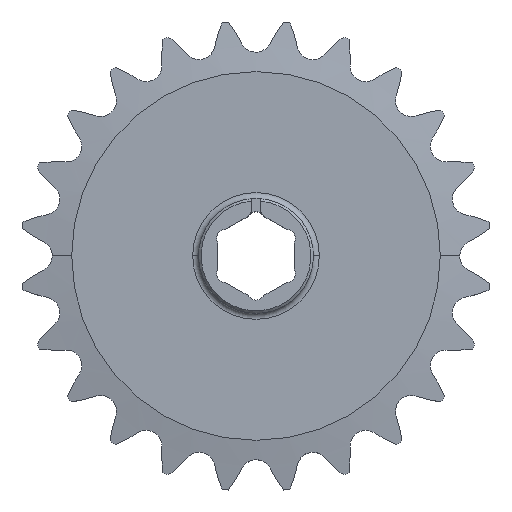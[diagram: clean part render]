
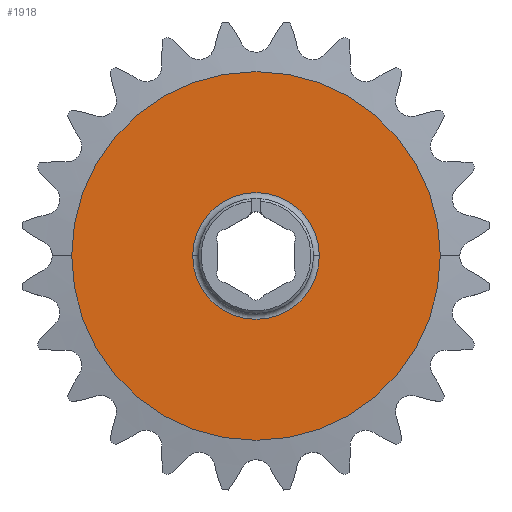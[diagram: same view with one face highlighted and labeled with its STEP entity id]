
A CAD part, top view. The second image highlights one B-rep face of the part: STEP entity #1918.
In plain terms, the highlighted planar face has unit normal (0, 0, 1).
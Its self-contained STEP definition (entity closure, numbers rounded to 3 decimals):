
#1 = EDGE_LOOP ( 'NONE', ( #4859, #3514 ) ) ;
#7 = DIRECTION ( 'NONE',  ( 0., 0., 1. ) ) ;
#16 = FACE_OUTER_BOUND ( 'NONE', #1, .T. ) ;
#124 = EDGE_LOOP ( 'NONE', ( #1714, #3720 ) ) ;
#435 = AXIS2_PLACEMENT_3D ( 'NONE', #3899, #2960, #4908 ) ;
#504 = DIRECTION ( 'NONE',  ( 0., 0., 1. ) ) ;
#863 = DIRECTION ( 'NONE',  ( 1., 0., 0. ) ) ;
#1452 = EDGE_CURVE ( 'NONE', #4797, #1542, #1707, .T. ) ;
#1478 = DIRECTION ( 'NONE',  ( 0., 0., 1. ) ) ;
#1542 = VERTEX_POINT ( 'NONE', #4098 ) ;
#1607 = EDGE_CURVE ( 'NONE', #5070, #4871, #3832, .T. ) ;
#1616 = AXIS2_PLACEMENT_3D ( 'NONE', #2755, #7, #863 ) ;
#1630 = CARTESIAN_POINT ( 'NONE',  ( 30.627, 0., 2.381 ) ) ;
#1689 = EDGE_CURVE ( 'NONE', #1542, #4797, #2097, .T. ) ;
#1707 = CIRCLE ( 'NONE', #435, 10.525 ) ;
#1714 = ORIENTED_EDGE ( 'NONE', *, *, #1452, .T. ) ;
#1918 = ADVANCED_FACE ( 'NONE', ( #2341, #16 ), #1921, .T. ) ;
#1921 = PLANE ( 'NONE',  #2674 ) ;
#1983 = DIRECTION ( 'NONE',  ( 1., 0., 0. ) ) ;
#2097 = CIRCLE ( 'NONE', #3934, 10.525 ) ;
#2186 = CARTESIAN_POINT ( 'NONE',  ( 10.525, 0., 2.381 ) ) ;
#2341 = FACE_BOUND ( 'NONE', #124, .T. ) ;
#2476 = AXIS2_PLACEMENT_3D ( 'NONE', #4689, #504, #1983 ) ;
#2674 = AXIS2_PLACEMENT_3D ( 'NONE', #2768, #1478, #3731 ) ;
#2755 = CARTESIAN_POINT ( 'NONE',  ( 0., 0., 2.381 ) ) ;
#2768 = CARTESIAN_POINT ( 'NONE',  ( 0., 0., 2.381 ) ) ;
#2960 = DIRECTION ( 'NONE',  ( 0., 0., -1. ) ) ;
#3040 = CARTESIAN_POINT ( 'NONE',  ( 0., 0., 2.381 ) ) ;
#3349 = CARTESIAN_POINT ( 'NONE',  ( -30.627, 0., 2.381 ) ) ;
#3514 = ORIENTED_EDGE ( 'NONE', *, *, #4976, .T. ) ;
#3663 = CIRCLE ( 'NONE', #1616, 30.627 ) ;
#3720 = ORIENTED_EDGE ( 'NONE', *, *, #1689, .T. ) ;
#3731 = DIRECTION ( 'NONE',  ( 1., 0., 0. ) ) ;
#3832 = CIRCLE ( 'NONE', #2476, 30.627 ) ;
#3861 = DIRECTION ( 'NONE',  ( 1., 0., 0. ) ) ;
#3899 = CARTESIAN_POINT ( 'NONE',  ( 0., 0., 2.381 ) ) ;
#3934 = AXIS2_PLACEMENT_3D ( 'NONE', #3040, #4334, #3861 ) ;
#4098 = CARTESIAN_POINT ( 'NONE',  ( -10.525, 0., 2.381 ) ) ;
#4334 = DIRECTION ( 'NONE',  ( 0., 0., -1. ) ) ;
#4689 = CARTESIAN_POINT ( 'NONE',  ( 0., 0., 2.381 ) ) ;
#4797 = VERTEX_POINT ( 'NONE', #2186 ) ;
#4859 = ORIENTED_EDGE ( 'NONE', *, *, #1607, .T. ) ;
#4871 = VERTEX_POINT ( 'NONE', #1630 ) ;
#4908 = DIRECTION ( 'NONE',  ( 1., 0., 0. ) ) ;
#4976 = EDGE_CURVE ( 'NONE', #4871, #5070, #3663, .T. ) ;
#5070 = VERTEX_POINT ( 'NONE', #3349 ) ;
